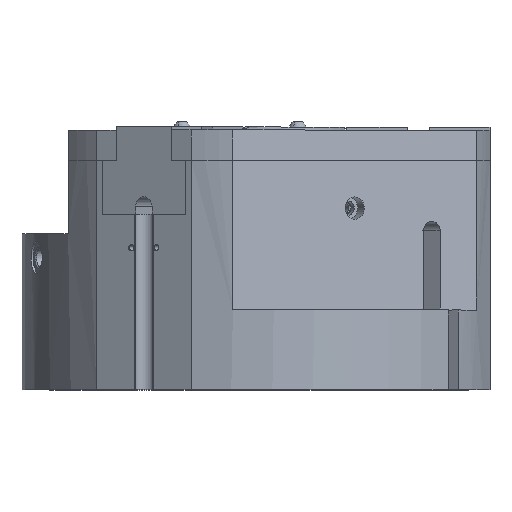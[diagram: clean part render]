
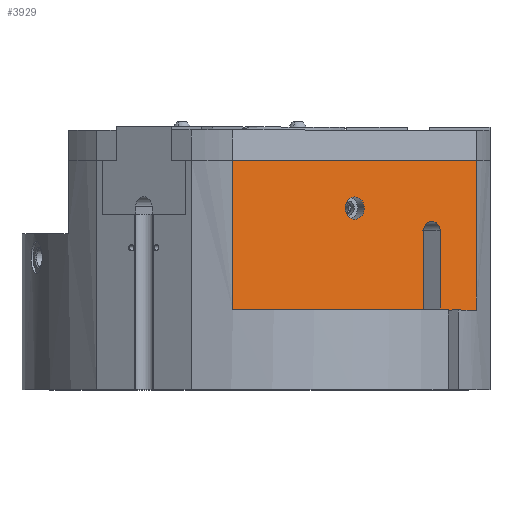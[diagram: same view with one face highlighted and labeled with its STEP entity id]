
A CAD part, top view. The second image highlights one B-rep face of the part: STEP entity #3929.
In plain terms, the highlighted planar face has unit normal (0.5, 0, 0.866).
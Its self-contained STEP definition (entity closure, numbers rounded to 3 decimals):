
#2303 = EDGE_CURVE( '', #4985, #3705, #6655, .T. );
#2429 = EDGE_CURVE( '', #6379, #5861, #6800, .T. );
#2605 = EDGE_CURVE( '', #5861, #6379, #6994, .T. );
#2689 = EDGE_CURVE( '', #4985, #5819, #7087, .T. );
#3159 = EDGE_CURVE( '', #5975, #3961, #7600, .T. );
#3189 = EDGE_CURVE( '', #5819, #6135, #7633, .T. );
#3607 = EDGE_CURVE( '', #5975, #3933, #8096, .T. );
#3705 = VERTEX_POINT( '', #8201 );
#3929 = ADVANCED_FACE( '', ( #8449, #8450 ), #8451, .F. );
#3933 = VERTEX_POINT( '', #8455 );
#3961 = VERTEX_POINT( '', #8487 );
#4679 = VERTEX_POINT( '', #9289 );
#4739 = EDGE_CURVE( '', #6185, #3705, #9361, .T. );
#4985 = VERTEX_POINT( '', #9634 );
#5091 = EDGE_CURVE( '', #3961, #6185, #9754, .T. );
#5495 = EDGE_CURVE( '', #3933, #4679, #10202, .T. );
#5819 = VERTEX_POINT( '', #10568 );
#5841 = EDGE_CURVE( '', #4679, #6135, #10594, .T. );
#5861 = VERTEX_POINT( '', #10616 );
#5975 = VERTEX_POINT( '', #10740 );
#6135 = VERTEX_POINT( '', #10918 );
#6185 = VERTEX_POINT( '', #10969 );
#6379 = VERTEX_POINT( '', #11192 );
#6655 = LINE( '', #11630, #11631 );
#6800 = CIRCLE( '', #11821, 7. );
#6994 = CIRCLE( '', #12076, 7. );
#7087 = LINE( '', #12268, #12269 );
#7600 = LINE( '', #12982, #12983 );
#7633 = LINE( '', #13031, #13032 );
#8096 = LINE( '', #13689, #13690 );
#8201 = CARTESIAN_POINT( '', ( -16.49, 143.99, 148.085 ) );
#8449 = FACE_BOUND( '', #14319, .T. );
#8450 = FACE_OUTER_BOUND( '', #14320, .T. );
#8451 = PLANE( '', #14321 );
#8455 = CARTESIAN_POINT( '', ( 103.205, 100., 78.979 ) );
#8487 = CARTESIAN_POINT( '', ( 60., 50., 103.923 ) );
#9289 = CARTESIAN_POINT( '', ( 113.716, 100., 72.91 ) );
#9361 = LINE( '', #15775, #15776 );
#9634 = CARTESIAN_POINT( '', ( 136.49, 143.99, 59.761 ) );
#9754 = LINE( '', #16377, #16378 );
#10202 = ELLIPSE( '', #17130, 6.069, 5.5 );
#10568 = CARTESIAN_POINT( '', ( 136.49, 50., 59.761 ) );
#10594 = LINE( '', #17684, #17685 );
#10616 = CARTESIAN_POINT( '', ( 60., 107., 103.923 ) );
#10740 = CARTESIAN_POINT( '', ( 103.205, 50., 78.979 ) );
#10918 = CARTESIAN_POINT( '', ( 113.716, 50., 72.91 ) );
#10969 = CARTESIAN_POINT( '', ( -16.49, 50., 148.085 ) );
#11192 = CARTESIAN_POINT( '', ( 60., 121., 103.923 ) );
#11630 = CARTESIAN_POINT( '', ( 150., 143.99, 51.962 ) );
#11631 = VECTOR( '', #19028, 1. );
#11821 = AXIS2_PLACEMENT_3D( '', #19253, #19254, #19255 );
#12076 = AXIS2_PLACEMENT_3D( '', #19471, #19472, #19473 );
#12268 = CARTESIAN_POINT( '', ( 136.49, 106.5, 59.761 ) );
#12269 = VECTOR( '', #19582, 1. );
#12982 = CARTESIAN_POINT( '', ( -17.942, 50., 148.923 ) );
#12983 = VECTOR( '', #20112, 1. );
#13031 = CARTESIAN_POINT( '', ( -17.942, 50., 148.923 ) );
#13032 = VECTOR( '', #20154, 1. );
#13689 = CARTESIAN_POINT( '', ( 103.205, 81.5, 78.979 ) );
#13690 = VECTOR( '', #20688, 1. );
#14319 = EDGE_LOOP( '', ( #21056, #21057 ) );
#14320 = EDGE_LOOP( '', ( #21058, #21059, #21060, #21061, #21062, #21063, #21064, #21065, #21066 ) );
#14321 = AXIS2_PLACEMENT_3D( '', #21067, #21068, #21069 );
#15775 = CARTESIAN_POINT( '', ( -16.49, 106.5, 148.085 ) );
#15776 = VECTOR( '', #22120, 1. );
#16377 = CARTESIAN_POINT( '', ( -17.942, 50., 148.923 ) );
#16378 = VECTOR( '', #22575, 1. );
#17130 = AXIS2_PLACEMENT_3D( '', #23095, #23096, #23097 );
#17684 = CARTESIAN_POINT( '', ( 113.716, 131.5, 72.91 ) );
#17685 = VECTOR( '', #23626, 1. );
#19028 = DIRECTION( '', ( -0.866, 0., 0.5 ) );
#19253 = CARTESIAN_POINT( '', ( 60., 114., 103.923 ) );
#19254 = DIRECTION( '', ( -0.5, 0., -0.866 ) );
#19255 = DIRECTION( '', ( 0., 1., 0. ) );
#19471 = CARTESIAN_POINT( '', ( 60., 114., 103.923 ) );
#19472 = DIRECTION( '', ( -0.5, 0., -0.866 ) );
#19473 = DIRECTION( '', ( 0., 1., 0. ) );
#19582 = DIRECTION( '', ( 0., -1., 0. ) );
#20112 = DIRECTION( '', ( -0.866, 0., 0.5 ) );
#20154 = DIRECTION( '', ( -0.866, 0., 0.5 ) );
#20688 = DIRECTION( '', ( 0., 1., 0. ) );
#21056 = ORIENTED_EDGE( '', *, *, #2429, .T. );
#21057 = ORIENTED_EDGE( '', *, *, #2605, .T. );
#21058 = ORIENTED_EDGE( '', *, *, #3607, .T. );
#21059 = ORIENTED_EDGE( '', *, *, #5495, .T. );
#21060 = ORIENTED_EDGE( '', *, *, #5841, .T. );
#21061 = ORIENTED_EDGE( '', *, *, #3189, .F. );
#21062 = ORIENTED_EDGE( '', *, *, #2689, .F. );
#21063 = ORIENTED_EDGE( '', *, *, #2303, .T. );
#21064 = ORIENTED_EDGE( '', *, *, #4739, .F. );
#21065 = ORIENTED_EDGE( '', *, *, #5091, .F. );
#21066 = ORIENTED_EDGE( '', *, *, #3159, .F. );
#21067 = CARTESIAN_POINT( '', ( 240., 163., 0. ) );
#21068 = DIRECTION( '', ( -0.5, 0., -0.866 ) );
#21069 = DIRECTION( '', ( 0.866, 0., -0.5 ) );
#22120 = DIRECTION( '', ( 0., 1., 0. ) );
#22575 = DIRECTION( '', ( -0.866, 0., 0.5 ) );
#23095 = CARTESIAN_POINT( '', ( 108.46, 100., 75.945 ) );
#23096 = DIRECTION( '', ( -0.5, 0., -0.866 ) );
#23097 = DIRECTION( '', ( 0.866, 0., -0.5 ) );
#23626 = DIRECTION( '', ( 0., -1., 0. ) );
